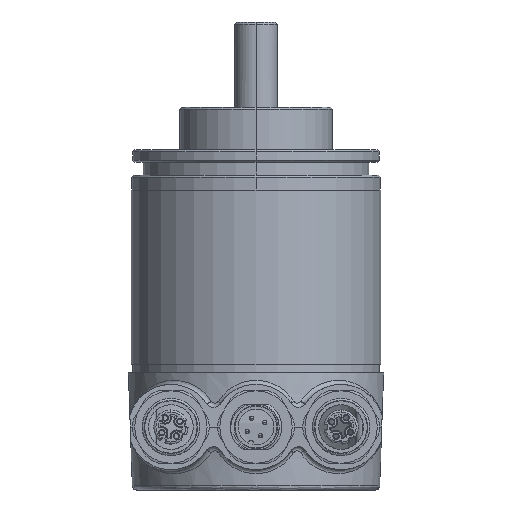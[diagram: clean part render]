
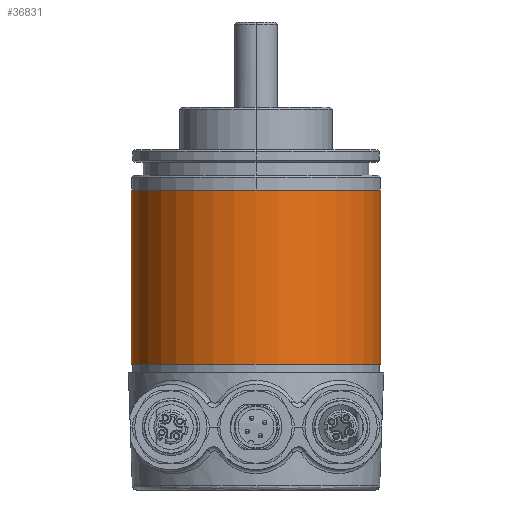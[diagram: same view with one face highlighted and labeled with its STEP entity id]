
A CAD part, front view. The second image highlights one B-rep face of the part: STEP entity #36831.
In plain terms, the highlighted cylindrical face has radius 29.3 mm (diameter 58.6 mm), a partial arc.
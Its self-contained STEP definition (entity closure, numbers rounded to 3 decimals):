
#1911 = EDGE_CURVE ( 'NONE', #19336, #30065, #32959, .T. ) ;
#2004 = CARTESIAN_POINT ( 'NONE',  ( 0., 0., 70.5 ) ) ;
#3280 = VECTOR ( 'NONE', #28458, 1000. ) ;
#3318 = EDGE_LOOP ( 'NONE', ( #27884, #16135, #32453, #13768 ) ) ;
#4919 = EDGE_CURVE ( 'NONE', #11906, #30065, #29741, .T. ) ;
#5292 = DIRECTION ( 'NONE',  ( -1., 0., 0. ) ) ;
#7170 = DIRECTION ( 'NONE',  ( 0., 0., -1. ) ) ;
#10381 = FACE_OUTER_BOUND ( 'NONE', #3318, .T. ) ;
#10382 = CARTESIAN_POINT ( 'NONE',  ( 0., 0., 70.5 ) ) ;
#11744 = CARTESIAN_POINT ( 'NONE',  ( -29.3, 0., 29.5 ) ) ;
#11906 = VERTEX_POINT ( 'NONE', #29288 ) ;
#12186 = EDGE_CURVE ( 'NONE', #11906, #27951, #12332, .T. ) ;
#12188 = CARTESIAN_POINT ( 'NONE',  ( 0., 0., 29.5 ) ) ;
#12332 = CIRCLE ( 'NONE', #13244, 29.3 ) ;
#12557 = CARTESIAN_POINT ( 'NONE',  ( -29.3, 0., 70.5 ) ) ;
#13244 = AXIS2_PLACEMENT_3D ( 'NONE', #2004, #25134, #5292 ) ;
#13768 = ORIENTED_EDGE ( 'NONE', *, *, #1911, .T. ) ;
#15210 = CARTESIAN_POINT ( 'NONE',  ( 29.3, 0., 70.5 ) ) ;
#15459 = DIRECTION ( 'NONE',  ( -1., 0., 0. ) ) ;
#15827 = DIRECTION ( 'NONE',  ( 0., 0., -1. ) ) ;
#16135 = ORIENTED_EDGE ( 'NONE', *, *, #12186, .T. ) ;
#19336 = VERTEX_POINT ( 'NONE', #11744 ) ;
#20658 = CARTESIAN_POINT ( 'NONE',  ( -29.3, 0., 70.5 ) ) ;
#22354 = AXIS2_PLACEMENT_3D ( 'NONE', #10382, #7170, #30254 ) ;
#25134 = DIRECTION ( 'NONE',  ( 0., 0., -1. ) ) ;
#25272 = LINE ( 'NONE', #12557, #35209 ) ;
#25875 = AXIS2_PLACEMENT_3D ( 'NONE', #12188, #35419, #15459 ) ;
#27884 = ORIENTED_EDGE ( 'NONE', *, *, #4919, .F. ) ;
#27951 = VERTEX_POINT ( 'NONE', #20658 ) ;
#28458 = DIRECTION ( 'NONE',  ( 0., 0., -1. ) ) ;
#29288 = CARTESIAN_POINT ( 'NONE',  ( 29.3, 0., 70.5 ) ) ;
#29741 = LINE ( 'NONE', #15210, #3280 ) ;
#29915 = CARTESIAN_POINT ( 'NONE',  ( 29.3, 0., 29.5 ) ) ;
#30065 = VERTEX_POINT ( 'NONE', #29915 ) ;
#30254 = DIRECTION ( 'NONE',  ( -1., 0., 0. ) ) ;
#32453 = ORIENTED_EDGE ( 'NONE', *, *, #40462, .T. ) ;
#32959 = CIRCLE ( 'NONE', #25875, 29.3 ) ;
#34791 = CYLINDRICAL_SURFACE ( 'NONE', #22354, 29.3 ) ;
#35209 = VECTOR ( 'NONE', #15827, 1000. ) ;
#35419 = DIRECTION ( 'NONE',  ( 0., 0., 1. ) ) ;
#36831 = ADVANCED_FACE ( 'NONE', ( #10381 ), #34791, .T. ) ;
#40462 = EDGE_CURVE ( 'NONE', #27951, #19336, #25272, .T. ) ;
